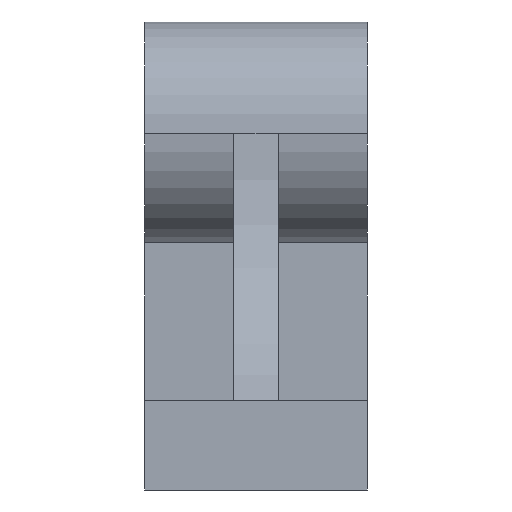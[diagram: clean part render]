
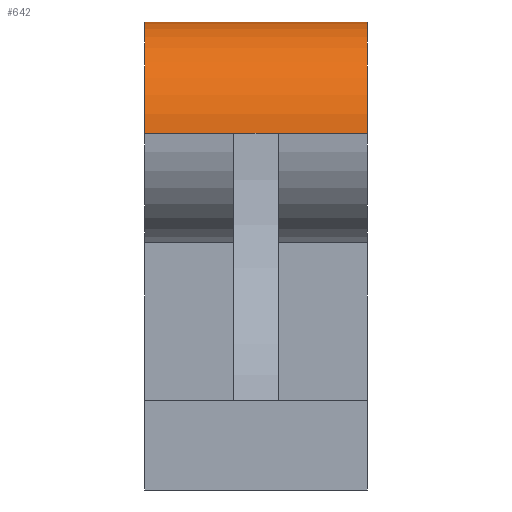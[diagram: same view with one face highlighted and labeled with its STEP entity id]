
A CAD part, left-side view. The second image highlights one B-rep face of the part: STEP entity #642.
In plain terms, the highlighted cylindrical face has radius 30 mm (diameter 60 mm), a partial arc.
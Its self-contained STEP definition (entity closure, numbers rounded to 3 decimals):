
#183=CARTESIAN_POINT('Vertex',(-30.,30.,0.)) ;
#186=CARTESIAN_POINT('Axis2P3D Location',(0.,30.,0.)) ;
#190=CARTESIAN_POINT('Vertex',(30.,30.,0.)) ;
#399=CARTESIAN_POINT('Vertex',(30.,-30.,0.)) ;
#404=CARTESIAN_POINT('Axis2P3D Location',(0.,-30.,0.)) ;
#408=CARTESIAN_POINT('Vertex',(-30.,-30.,0.)) ;
#496=CARTESIAN_POINT('Vertex',(30.,-6.,0.)) ;
#545=CARTESIAN_POINT('Vertex',(30.,6.,0.)) ;
#561=CARTESIAN_POINT('Axis2P3D Location',(0.,0.,0.)) ;
#570=CARTESIAN_POINT('Vertex',(-30.,6.,0.)) ;
#573=CARTESIAN_POINT('Line Origine',(-30.,0.,0.)) ;
#605=CARTESIAN_POINT('Line Origine',(30.,0.,0.)) ;
#610=CARTESIAN_POINT('Line Origine',(30.,0.,0.)) ;
#615=CARTESIAN_POINT('Line Origine',(30.,0.,0.)) ;
#620=CARTESIAN_POINT('Line Origine',(-30.,0.,0.)) ;
#624=CARTESIAN_POINT('Vertex',(-30.,-6.,0.)) ;
#627=CARTESIAN_POINT('Line Origine',(-30.,0.,0.)) ;
#187=DIRECTION('Axis2P3D Direction',(0.,1.,-0.)) ;
#405=DIRECTION('Axis2P3D Direction',(0.,1.,-0.)) ;
#562=DIRECTION('Axis2P3D Direction',(0.,1.,0.)) ;
#563=DIRECTION('Axis2P3D XDirection',(-1.,0.,0.)) ;
#574=DIRECTION('Vector Direction',(0.,1.,0.)) ;
#606=DIRECTION('Vector Direction',(0.,1.,0.)) ;
#611=DIRECTION('Vector Direction',(0.,1.,0.)) ;
#616=DIRECTION('Vector Direction',(0.,1.,0.)) ;
#621=DIRECTION('Vector Direction',(0.,1.,0.)) ;
#628=DIRECTION('Vector Direction',(0.,1.,0.)) ;
#188=AXIS2_PLACEMENT_3D('Circle Axis2P3D',#186,#187,$) ;
#406=AXIS2_PLACEMENT_3D('Circle Axis2P3D',#404,#405,$) ;
#564=AXIS2_PLACEMENT_3D('Cylinder Axis2P3D',#561,#562,#563) ;
#633=ORIENTED_EDGE('',*,*,#609,.T.) ;
#634=ORIENTED_EDGE('',*,*,#614,.T.) ;
#635=ORIENTED_EDGE('',*,*,#619,.T.) ;
#636=ORIENTED_EDGE('',*,*,#192,.F.) ;
#637=ORIENTED_EDGE('',*,*,#577,.F.) ;
#638=ORIENTED_EDGE('',*,*,#626,.F.) ;
#639=ORIENTED_EDGE('',*,*,#631,.F.) ;
#640=ORIENTED_EDGE('',*,*,#410,.T.) ;
#575=VECTOR('Line Direction',#574,1.) ;
#607=VECTOR('Line Direction',#606,1.) ;
#612=VECTOR('Line Direction',#611,1.) ;
#617=VECTOR('Line Direction',#616,1.) ;
#622=VECTOR('Line Direction',#621,1.) ;
#629=VECTOR('Line Direction',#628,1.) ;
#642=ADVANCED_FACE('PartBody',(#641),#565,.T.) ;
#189=CIRCLE('generated circle',#188,30.) ;
#407=CIRCLE('generated circle',#406,30.) ;
#565=CYLINDRICAL_SURFACE('generated cylinder',#564,30.) ;
#192=EDGE_CURVE('',#184,#191,#189,.T.) ;
#410=EDGE_CURVE('',#409,#400,#407,.T.) ;
#577=EDGE_CURVE('',#571,#184,#576,.T.) ;
#609=EDGE_CURVE('',#400,#497,#608,.T.) ;
#614=EDGE_CURVE('',#497,#546,#613,.T.) ;
#619=EDGE_CURVE('',#546,#191,#618,.T.) ;
#626=EDGE_CURVE('',#625,#571,#623,.T.) ;
#631=EDGE_CURVE('',#409,#625,#630,.T.) ;
#632=EDGE_LOOP('',(#633,#634,#635,#636,#637,#638,#639,#640)) ;
#641=FACE_OUTER_BOUND('',#632,.T.) ;
#576=LINE('Line',#573,#575) ;
#608=LINE('Line',#605,#607) ;
#613=LINE('Line',#610,#612) ;
#618=LINE('Line',#615,#617) ;
#623=LINE('Line',#620,#622) ;
#630=LINE('Line',#627,#629) ;
#184=VERTEX_POINT('',#183) ;
#191=VERTEX_POINT('',#190) ;
#400=VERTEX_POINT('',#399) ;
#409=VERTEX_POINT('',#408) ;
#497=VERTEX_POINT('',#496) ;
#546=VERTEX_POINT('',#545) ;
#571=VERTEX_POINT('',#570) ;
#625=VERTEX_POINT('',#624) ;
